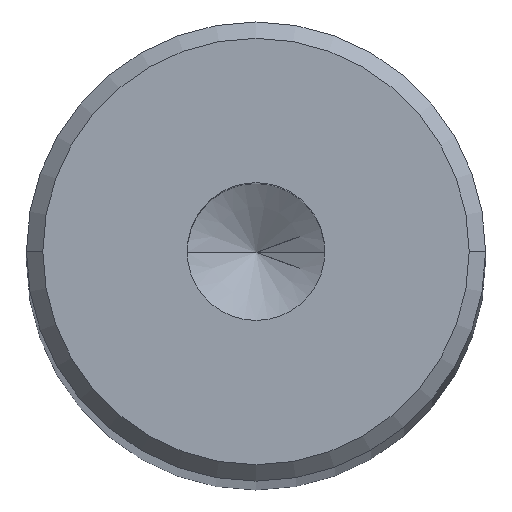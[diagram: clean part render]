
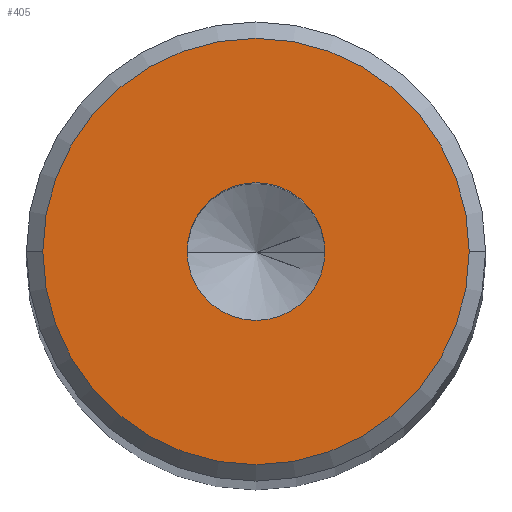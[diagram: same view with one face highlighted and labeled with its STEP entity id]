
A CAD part, top view. The second image highlights one B-rep face of the part: STEP entity #405.
In plain terms, the highlighted planar face has unit normal (0, 0, 1).
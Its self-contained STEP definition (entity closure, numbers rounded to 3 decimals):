
#7 = CIRCLE ( 'NONE', #49, 2.1 ) ;
#10 = DIRECTION ( 'NONE',  ( 1., 0., 0. ) ) ;
#49 = AXIS2_PLACEMENT_3D ( 'NONE', #582, #459, #10 ) ;
#52 = DIRECTION ( 'NONE',  ( 1., 0., 0. ) ) ;
#79 = CARTESIAN_POINT ( 'NONE',  ( 6.5, 0., 0. ) ) ;
#82 = DIRECTION ( 'NONE',  ( 1., 0., 0. ) ) ;
#84 = EDGE_CURVE ( 'NONE', #293, #573, #218, .T. ) ;
#91 = CARTESIAN_POINT ( 'NONE',  ( 0., 0., 0. ) ) ;
#101 = AXIS2_PLACEMENT_3D ( 'NONE', #91, #499, #131 ) ;
#104 = FACE_BOUND ( 'NONE', #166, .T. ) ;
#106 = EDGE_CURVE ( 'NONE', #286, #128, #498, .T. ) ;
#108 = CARTESIAN_POINT ( 'NONE',  ( 0., 0., 0. ) ) ;
#112 = ORIENTED_EDGE ( 'NONE', *, *, #360, .F. ) ;
#125 = AXIS2_PLACEMENT_3D ( 'NONE', #340, #391, #82 ) ;
#128 = VERTEX_POINT ( 'NONE', #365 ) ;
#131 = DIRECTION ( 'NONE',  ( 1., 0., 0. ) ) ;
#166 = EDGE_LOOP ( 'NONE', ( #404, #112 ) ) ;
#202 = DIRECTION ( 'NONE',  ( 0., 0., 1. ) ) ;
#218 = CIRCLE ( 'NONE', #125, 6.5 ) ;
#234 = EDGE_CURVE ( 'NONE', #573, #293, #378, .T. ) ;
#274 = CARTESIAN_POINT ( 'NONE',  ( -6.5, 0., 0. ) ) ;
#284 = ORIENTED_EDGE ( 'NONE', *, *, #234, .T. ) ;
#286 = VERTEX_POINT ( 'NONE', #308 ) ;
#293 = VERTEX_POINT ( 'NONE', #274 ) ;
#308 = CARTESIAN_POINT ( 'NONE',  ( 2.1, 0., 0. ) ) ;
#321 = EDGE_LOOP ( 'NONE', ( #432, #284 ) ) ;
#326 = DIRECTION ( 'NONE',  ( 1., 0., 0. ) ) ;
#329 = CARTESIAN_POINT ( 'NONE',  ( 0., 0., 0. ) ) ;
#340 = CARTESIAN_POINT ( 'NONE',  ( 0., 0., 0. ) ) ;
#360 = EDGE_CURVE ( 'NONE', #128, #286, #7, .T. ) ;
#365 = CARTESIAN_POINT ( 'NONE',  ( -2.1, 0., 0. ) ) ;
#378 = CIRCLE ( 'NONE', #450, 6.5 ) ;
#391 = DIRECTION ( 'NONE',  ( 0., 0., 1. ) ) ;
#404 = ORIENTED_EDGE ( 'NONE', *, *, #106, .F. ) ;
#405 = ADVANCED_FACE ( 'NONE', ( #104, #520 ), #516, .T. ) ;
#417 = DIRECTION ( 'NONE',  ( 0., 0., 1. ) ) ;
#432 = ORIENTED_EDGE ( 'NONE', *, *, #84, .T. ) ;
#450 = AXIS2_PLACEMENT_3D ( 'NONE', #329, #202, #326 ) ;
#459 = DIRECTION ( 'NONE',  ( 0., 0., 1. ) ) ;
#488 = AXIS2_PLACEMENT_3D ( 'NONE', #108, #417, #52 ) ;
#498 = CIRCLE ( 'NONE', #101, 2.1 ) ;
#499 = DIRECTION ( 'NONE',  ( 0., 0., 1. ) ) ;
#516 = PLANE ( 'NONE',  #488 ) ;
#520 = FACE_OUTER_BOUND ( 'NONE', #321, .T. ) ;
#573 = VERTEX_POINT ( 'NONE', #79 ) ;
#582 = CARTESIAN_POINT ( 'NONE',  ( 0., 0., 0. ) ) ;
